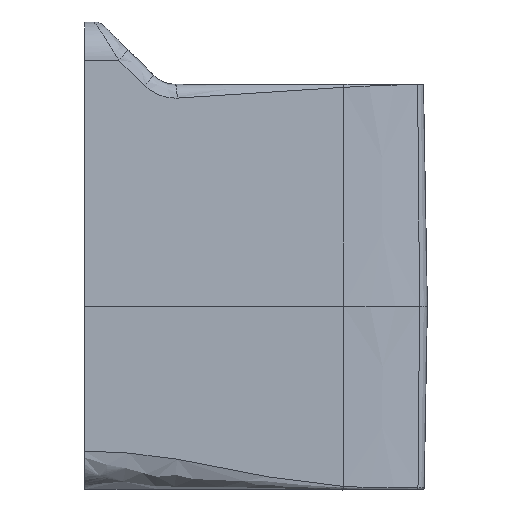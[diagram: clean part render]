
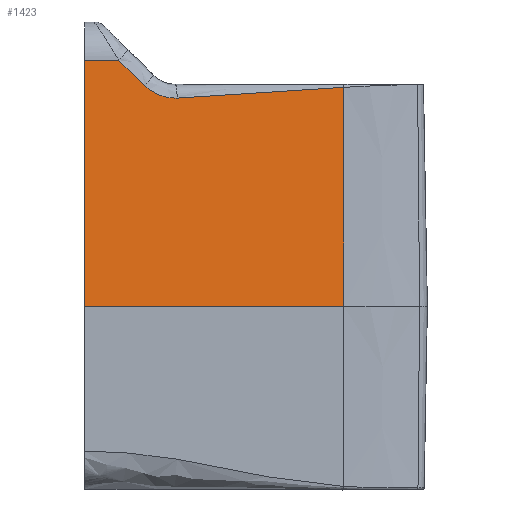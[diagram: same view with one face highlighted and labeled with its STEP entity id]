
A CAD part, top view. The second image highlights one B-rep face of the part: STEP entity #1423.
In plain terms, the highlighted planar face has unit normal (0.125, 0.018, 0.992).
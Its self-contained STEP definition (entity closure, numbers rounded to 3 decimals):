
#86=PLANE($,#1540);
#136=B_SPLINE_CURVE_WITH_KNOTS($,3,(#2546,#2547,#2548,#2549),
 .UNSPECIFIED.,.F.,.F.,(4,4),(5.145,5.378),
 .UNSPECIFIED.);
#139=B_SPLINE_CURVE_WITH_KNOTS($,3,(#2586,#2587,#2588,#2589),
 .UNSPECIFIED.,.F.,.F.,(4,4),(5.378,5.61),
 .UNSPECIFIED.);
#142=B_SPLINE_CURVE_WITH_KNOTS($,3,(#2626,#2627,#2628,#2629),
 .UNSPECIFIED.,.F.,.F.,(4,4),(5.61,6.689),
 .UNSPECIFIED.);
#220=LINE($,#2713,#288);
#222=LINE($,#2719,#290);
#223=LINE($,#2721,#291);
#224=LINE($,#2722,#292);
#288=VECTOR($,#1768,14.057);
#290=VECTOR($,#1774,2.206);
#291=VECTOR($,#1775,15.796);
#292=VECTOR($,#1776,16.763);
#388=FACE_OUTER_BOUND($,#480,.T.);
#480=EDGE_LOOP($,(#1109,#1110,#1111,#1112,#1113,#1114,#1115));
#653=VERTEX_POINT($,#2490);
#655=VERTEX_POINT($,#2534);
#657=VERTEX_POINT($,#2574);
#659=VERTEX_POINT($,#2614);
#664=VERTEX_POINT($,#2712);
#666=VERTEX_POINT($,#2718);
#667=VERTEX_POINT($,#2720);
#823=EDGE_CURVE($,#653,#655,#136,.T.);
#826=EDGE_CURVE($,#655,#657,#139,.T.);
#829=EDGE_CURVE($,#657,#659,#142,.T.);
#835=EDGE_CURVE($,#664,#659,#220,.T.);
#838=EDGE_CURVE($,#666,#653,#222,.T.);
#839=EDGE_CURVE($,#667,#666,#223,.F.);
#840=EDGE_CURVE($,#664,#667,#224,.T.);
#1109=ORIENTED_EDGE($,*,*,#829,.F.);
#1110=ORIENTED_EDGE($,*,*,#826,.F.);
#1111=ORIENTED_EDGE($,*,*,#823,.F.);
#1112=ORIENTED_EDGE($,*,*,#838,.F.);
#1113=ORIENTED_EDGE($,*,*,#839,.F.);
#1114=ORIENTED_EDGE($,*,*,#840,.F.);
#1115=ORIENTED_EDGE($,*,*,#835,.T.);
#1423=ADVANCED_FACE($,(#388),#86,.T.);
#1540=AXIS2_PLACEMENT_3D($,#2717,#1772,#1773);
#1768=DIRECTION($,(-0.002,1.,-0.017));
#1772=DIRECTION('center_axis',(0.125,0.017,0.992));
#1773=DIRECTION('ref_axis',(0.992,0.,-0.125));
#1774=DIRECTION($,(0.992,0.,-0.125));
#1775=DIRECTION($,(0.,-1.,0.018));
#1776=DIRECTION($,(-0.992,0.,0.125));
#2490=CARTESIAN_POINT('',(-12.811,27.544,14.445));
#2534=CARTESIAN_POINT('',(-11.151,25.915,14.264));
#2546=CARTESIAN_POINT('Ctrl Pts',(-12.811,27.544,14.445));
#2547=CARTESIAN_POINT('Ctrl Pts',(-12.261,26.997,14.385));
#2548=CARTESIAN_POINT('Ctrl Pts',(-11.709,26.454,14.325));
#2549=CARTESIAN_POINT('Ctrl Pts',(-11.151,25.915,14.264));
#2574=CARTESIAN_POINT('',(-9.058,25.112,14.014));
#2586=CARTESIAN_POINT('Ctrl Pts',(-11.151,25.915,14.264));
#2587=CARTESIAN_POINT('Ctrl Pts',(-10.597,25.38,14.204));
#2588=CARTESIAN_POINT('Ctrl Pts',(-9.824,25.081,14.111));
#2589=CARTESIAN_POINT('Ctrl Pts',(-9.058,25.112,14.014));
#2614=CARTESIAN_POINT('',(1.6,25.805,12.654));
#2626=CARTESIAN_POINT('Ctrl Pts',(-9.058,25.112,14.014));
#2627=CARTESIAN_POINT('Ctrl Pts',(-5.495,25.254,13.561));
#2628=CARTESIAN_POINT('Ctrl Pts',(-1.957,25.604,13.107));
#2629=CARTESIAN_POINT('Ctrl Pts',(1.6,25.805,12.654));
#2712=CARTESIAN_POINT('',(1.631,11.75,12.897));
#2713=CARTESIAN_POINT($,(1.656,0.002,13.101));
#2717=CARTESIAN_POINT('Origin',(-14.974,0.002,15.203));
#2718=CARTESIAN_POINT('',(-15.,27.544,14.722));
#2719=CARTESIAN_POINT($,(-12.894,27.544,14.456));
#2720=CARTESIAN_POINT('',(-15.,11.75,15.));
#2721=CARTESIAN_POINT($,(-15.,0.267,15.202));
#2722=CARTESIAN_POINT($,(-6.685,11.75,13.949));
